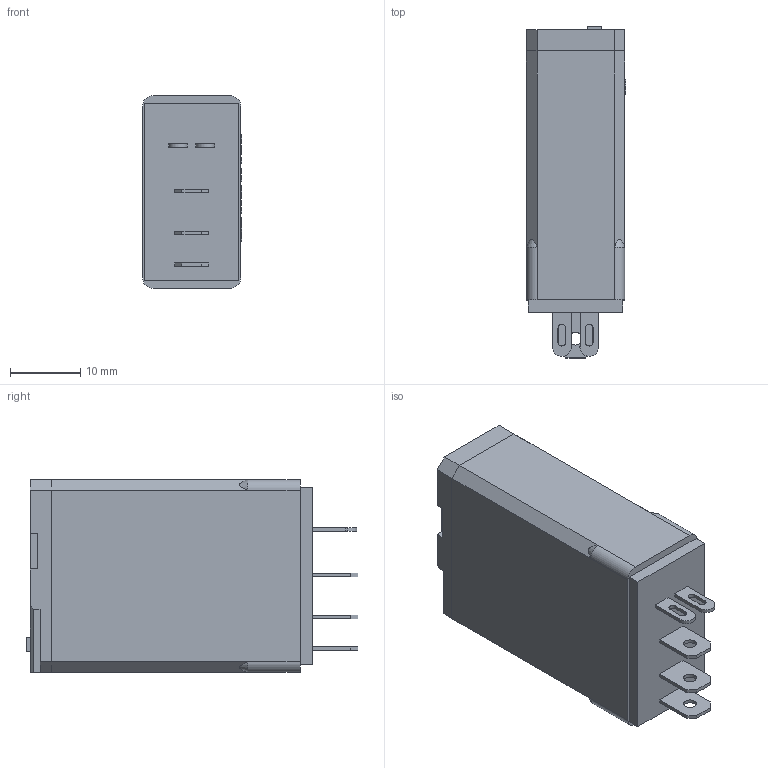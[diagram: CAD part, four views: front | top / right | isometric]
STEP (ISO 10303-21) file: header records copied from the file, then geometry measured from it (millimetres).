
FILE_DESCRIPTION (( 'STEP AP214' ), '1' );
FILE_NAME ('781-1C-12A.STEP', '2013-11-13T16:03:19', ( '' ), ( '' ), 'SwSTEP 2.0', 'SolidWorks 2013', '' );
FILE_SCHEMA (( 'AUTOMOTIVE_DESIGN' ));
Length unit declared in the file: millimetre
Products named in the file (1): 781-1C-12A
Bounding box: 14.12 x 47.35 x 27.5 mm (x, y, z)
Volume: 15229.3 mm3; surface area: 5980.7 mm2
Topology: 10 solids, 10 shells, 248 faces, 621 edges, 411 vertices
Faces by surface type: plane 171, bspline 43, cylinder 30, cone 4
Entity records: 12422 total; most frequent: CARTESIAN_POINT 3856, ORIENTED_EDGE 1242, DIRECTION 1003, EDGE_CURVE 621, LINE 471, VECTOR 471, VERTEX_POINT 411, EDGE_LOOP 276
